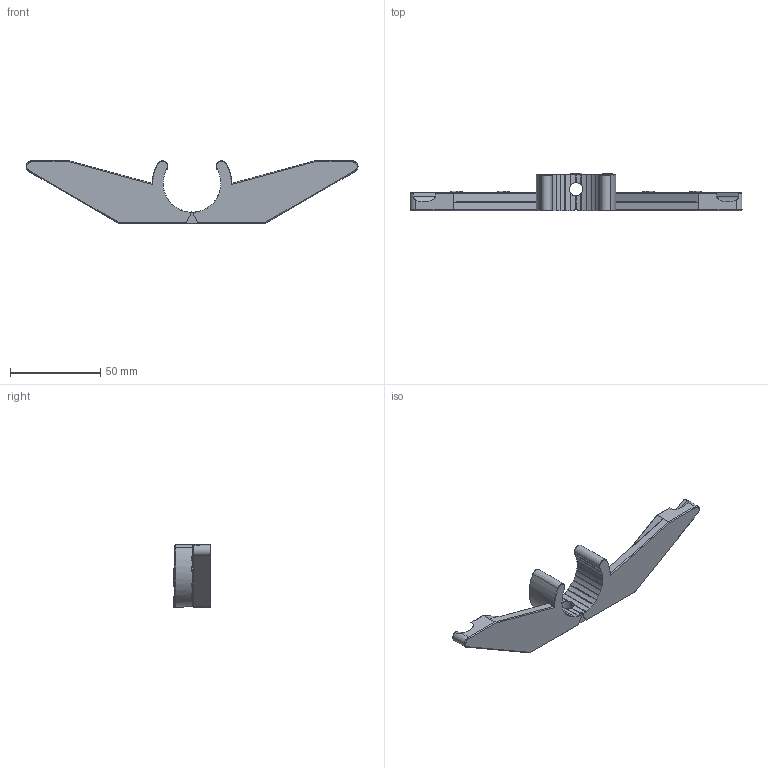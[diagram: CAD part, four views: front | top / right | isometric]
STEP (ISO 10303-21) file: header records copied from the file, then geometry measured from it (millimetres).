
FILE_DESCRIPTION (( 'STEP AP214' ), '1' );
FILE_NAME ('Pole Clamp.STEP', '2025-04-20T22:33:03', ( '' ), ( '' ), 'SwSTEP 2.0', 'SolidWorks 2025', '' );
FILE_SCHEMA (( 'AUTOMOTIVE_DESIGN' ));
Length unit declared in the file: millimetre
Products named in the file (1): Pole Clamp
Bounding box: 184.15 x 21 x 34.5 mm (x, y, z)
Volume: 31455.4 mm3; surface area: 15197.2 mm2
Topology: 1 solids, 1 shells, 300 faces, 816 edges, 526 vertices
Faces by surface type: plane 173, cylinder 83, bspline 24, cone 20
Entity records: 11037 total; most frequent: CARTESIAN_POINT 3567, ORIENTED_EDGE 1632, DIRECTION 1460, EDGE_CURVE 816, VECTOR 534, LINE 534, VERTEX_POINT 526, AXIS2_PLACEMENT_3D 463
